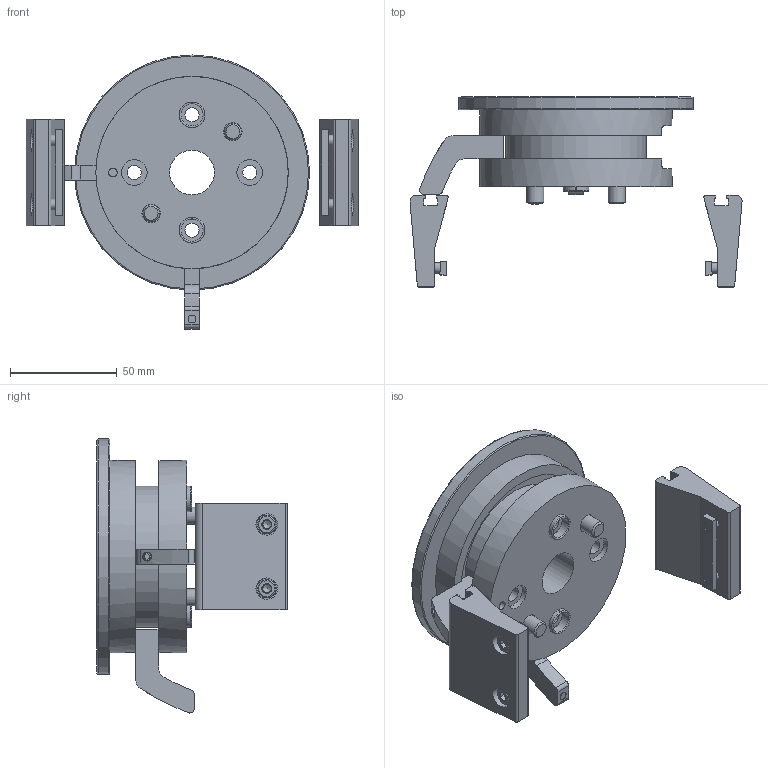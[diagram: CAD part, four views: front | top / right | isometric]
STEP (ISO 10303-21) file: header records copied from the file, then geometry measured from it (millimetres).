
FILE_DESCRIPTION(/* description */ ('STEP AP214'),/* implementation_level */ '2;1');
FILE_NAME(/* name */ '1797135_DASI-Q11-50-A-KT',/* time_stamp */ '2024-08-14T17:50:32+02:00',/* author */ ('License CC BY-ND 4.0'),/* organization */ ('CADENAS'),/* preprocessor_version */ 'ST-DEVELOPER v19.3',/* originating_system */ 'PARTsolutions',/* authorisation */ ' ');
FILE_SCHEMA (('AUTOMOTIVE_DESIGN {1 0 10303 214 3 1 1}'));
Length unit declared in the file: millimetre
Products named in the file (8): 1797135 DASI-Q11-50-A-KT---(0); 1764674 DRRD-50_p; DIN-912 - M8x40(F); 8137185 ZBH-12-B; 1797021 DASI-Q11-50-A-SL; 1797071 DASI-Q11-50-A-SR_p; DIN-912 - M5x8(F); 187388 ZVB-8-24---(Nutenstein)
Assembly tree (15 placements, depth 2):
  1797135 DASI-Q11-50-A-KT---(0)
    1764674 DRRD-50_p
    DIN-912 - M8x40(F)  x2
    8137185 ZBH-12-B  x2
    1797021 DASI-Q11-50-A-SL  x2
    1797071 DASI-Q11-50-A-SR_p  x2
    DIN-912 - M5x8(F)  x4
    187388 ZVB-8-24---(Nutenstein)  x2
Bounding box: 155.3 x 88.9 x 128.2 mm (x, y, z)
Volume: 269354.8 mm3; surface area: 74345.5 mm2
Topology: 15 solids, 15 shells, 388 faces, 831 edges, 504 vertices
Faces by surface type: plane 201, cylinder 99, cone 82, torus 6
Full cylindrical faces by diameter (mm): 3.7 x2, 4 x2, 4.134 x4, 4.2 x2, 5 x6, 5.5 x4, 6.647 x4, 8 x2, 8.5 x4, 8.6 x2, 10 x4, 12 x8, 13 x2, 15 x2, 21 x1, 66 x1, 90 x2, 110 x1
Entity records: 5519 total; most frequent: CARTESIAN_POINT 939, DIRECTION 913, ORIENTED_EDGE 714, AXIS2_PLACEMENT_3D 371, EDGE_CURVE 357, FACE_BOUND 301, EDGE_LOOP 299, VERTEX_POINT 258
